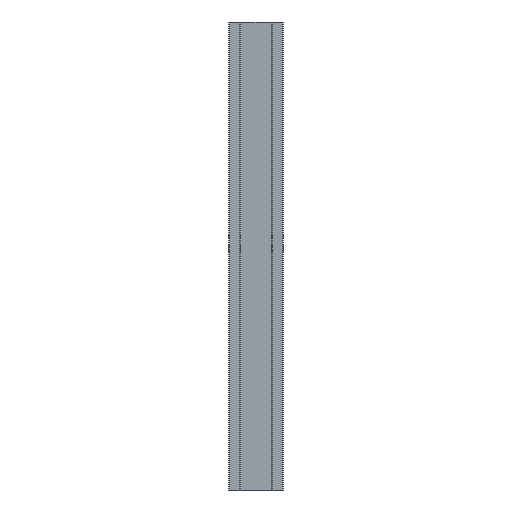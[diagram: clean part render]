
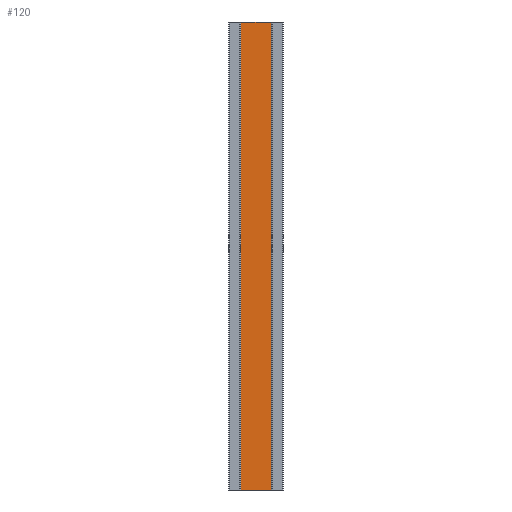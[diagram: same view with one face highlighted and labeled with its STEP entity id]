
A CAD part, front view. The second image highlights one B-rep face of the part: STEP entity #120.
In plain terms, the highlighted planar face has unit normal (0, -1, 0).
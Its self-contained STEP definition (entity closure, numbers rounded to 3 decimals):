
#33 = EDGE_CURVE ( 'NONE', #1151, #1161, #1346, .T. ) ;
#49 = EDGE_CURVE ( 'NONE', #1161, #1181, #1411, .T. ) ;
#97 = EDGE_CURVE ( 'NONE', #1151, #1143, #421, .T. ) ;
#120 = ADVANCED_FACE ( 'NONE', ( #512 ), #507, .F. ) ;
#193 = VECTOR ( 'NONE', #1378, 1000. ) ;
#203 = VECTOR ( 'NONE', #1412, 1000. ) ;
#255 = VECTOR ( 'NONE', #403, 1000. ) ;
#284 = AXIS2_PLACEMENT_3D ( 'NONE', #541, #549, #528 ) ;
#353 = VECTOR ( 'NONE', #1616, 1000. ) ;
#403 = DIRECTION ( 'NONE',  ( 0., 0., -1. ) ) ;
#416 = CARTESIAN_POINT ( 'NONE',  ( 7.381, 0.46, 300. ) ) ;
#421 = LINE ( 'NONE', #416, #255 ) ;
#507 = PLANE ( 'NONE',  #284 ) ;
#512 = FACE_OUTER_BOUND ( 'NONE', #1205, .T. ) ;
#528 = DIRECTION ( 'NONE',  ( 0., 0., 1. ) ) ;
#541 = CARTESIAN_POINT ( 'NONE',  ( 7.381, 0.46, 300. ) ) ;
#549 = DIRECTION ( 'NONE',  ( 0., 1., 0. ) ) ;
#559 = CARTESIAN_POINT ( 'NONE',  ( 7.381, 0.46, 0. ) ) ;
#609 = CARTESIAN_POINT ( 'NONE',  ( 7.381, 0.46, 300. ) ) ;
#633 = CARTESIAN_POINT ( 'NONE',  ( 27.019, 0.46, 300. ) ) ;
#641 = CARTESIAN_POINT ( 'NONE',  ( 27.019, 0.46, 0. ) ) ;
#1016 = ORIENTED_EDGE ( 'NONE', *, *, #49, .F. ) ;
#1087 = ORIENTED_EDGE ( 'NONE', *, *, #97, .T. ) ;
#1109 = ORIENTED_EDGE ( 'NONE', *, *, #33, .F. ) ;
#1116 = ORIENTED_EDGE ( 'NONE', *, *, #1576, .T. ) ;
#1143 = VERTEX_POINT ( 'NONE', #559 ) ;
#1151 = VERTEX_POINT ( 'NONE', #609 ) ;
#1161 = VERTEX_POINT ( 'NONE', #633 ) ;
#1181 = VERTEX_POINT ( 'NONE', #641 ) ;
#1205 = EDGE_LOOP ( 'NONE', ( #1116, #1016, #1109, #1087 ) ) ;
#1342 = CARTESIAN_POINT ( 'NONE',  ( 7.381, 0.46, 300. ) ) ;
#1346 = LINE ( 'NONE', #1342, #193 ) ;
#1378 = DIRECTION ( 'NONE',  ( 1., 0., 0. ) ) ;
#1411 = LINE ( 'NONE', #1424, #203 ) ;
#1412 = DIRECTION ( 'NONE',  ( 0., 0., -1. ) ) ;
#1424 = CARTESIAN_POINT ( 'NONE',  ( 27.019, 0.46, 300. ) ) ;
#1576 = EDGE_CURVE ( 'NONE', #1143, #1181, #1635, .T. ) ;
#1616 = DIRECTION ( 'NONE',  ( 1., 0., 0. ) ) ;
#1619 = CARTESIAN_POINT ( 'NONE',  ( 7.381, 0.46, 0. ) ) ;
#1635 = LINE ( 'NONE', #1619, #353 ) ;
